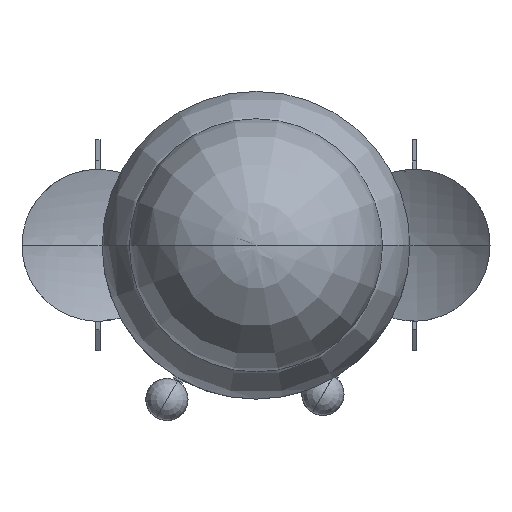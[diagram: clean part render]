
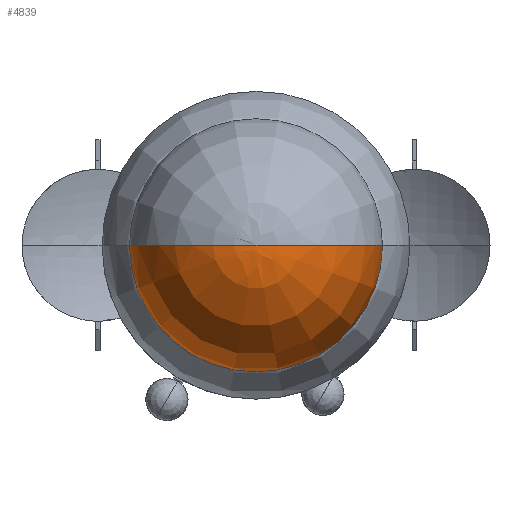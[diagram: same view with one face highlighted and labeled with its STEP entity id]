
A CAD part, left-side view. The second image highlights one B-rep face of the part: STEP entity #4839.
In plain terms, the highlighted face is a revolution surface.
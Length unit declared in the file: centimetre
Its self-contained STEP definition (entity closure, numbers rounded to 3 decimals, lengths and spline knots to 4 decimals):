
#4710=CARTESIAN_POINT('#4710',(6.0,0.0,0.0));
#4711=VERTEX_POINT('#4711',#4710);
#4712=CARTESIAN_POINT('#4712',(0.0,6.0,0.0));
#4713=VERTEX_POINT('#4713',#4712);
#4714=CARTESIAN_POINT('#4714',(0.0,-6.,0.0));
#4715=VERTEX_POINT('#4715',#4714);
#4722=CARTESIAN_POINT('#4722',(0.0,0.0,0.0));
#4723=DIRECTION('#4723',(0.0,0.0,1.0));
#4724=DIRECTION('#4724',(1.0,0.0,0.0));
#4725=AXIS2_PLACEMENT_3D('#4725',#4722,#4723,#4724);
#4726=CIRCLE('#4726',#4725,6.0);
#4732=CARTESIAN_POINT('#4732',(0.0,0.0,0.0));
#4733=DIRECTION('#4733',(0.0,0.0,-1.));
#4734=DIRECTION('#4734',(1.0,0.0,0.0));
#4735=AXIS2_PLACEMENT_3D('#4735',#4732,#4733,#4734);
#4736=CIRCLE('#4736',#4735,6.0);
#4760=CARTESIAN_POINT('#4760',(0.0,0.0,0.0));
#4761=DIRECTION('#4761',(1.0,0.0,0.0));
#4762=DIRECTION('#4762',(0.0,1.0,0.0));
#4763=AXIS2_PLACEMENT_3D('#4763',#4760,#4761,#4762);
#4764=CIRCLE('#4764',#4763,6.0);
#4770=EDGE_CURVE('#4770',#4711,#4713,#4726,.T.);
#4772=EDGE_CURVE('#4772',#4711,#4715,#4736,.T.);
#4778=EDGE_CURVE('#4778',#4715,#4713,#4764,.T.);
#4824=ORIENTED_EDGE('#4824',*,*,#4772,.T.);
#4825=ORIENTED_EDGE('#4825',*,*,#4778,.T.);
#4826=ORIENTED_EDGE('#4826',*,*,#4770,.F.);
#4827=EDGE_LOOP('#4827',(#4824,#4825,#4826));
#4828=FACE_OUTER_BOUND('#4828',#4827,.T.);
#4829=CARTESIAN_POINT('#4829',(6.0,0.0,0.0));
#4830=CARTESIAN_POINT('#4830',(6.0,2.4853,0.0));
#4831=CARTESIAN_POINT('#4831',(4.2426,4.2426,0.0));
#4832=CARTESIAN_POINT('#4832',(2.4853,6.0,0.0));
#4833=CARTESIAN_POINT('#4833',(0.0,6.0,0.0));
#4834=(BOUNDED_CURVE()B_SPLINE_CURVE(2,(#4829,#4830,#4831,#4832,#4833),
.CIRCULAR_ARC.,.F.,.F.)B_SPLINE_CURVE_WITH_KNOTS((3,2,3),(0.0,
0.7854,1.5708),.UNSPECIFIED.)CURVE()
GEOMETRIC_REPRESENTATION_ITEM()RATIONAL_B_SPLINE_CURVE((1.0,
0.924,1.0,0.924,1.0))REPRESENTATION_ITEM('#4834'));
#4835=CARTESIAN_POINT('#4835',(0.0,0.0,0.0));
#4836=DIRECTION('#4836',(2.716,0.0,0.0));
#4837=AXIS1_PLACEMENT('#4837',#4835,#4836);
#4838=SURFACE_OF_REVOLUTION('#4838',#4834,#4837);
#4839=ADVANCED_FACE('#4839',(#4828),#4838,.F.);
